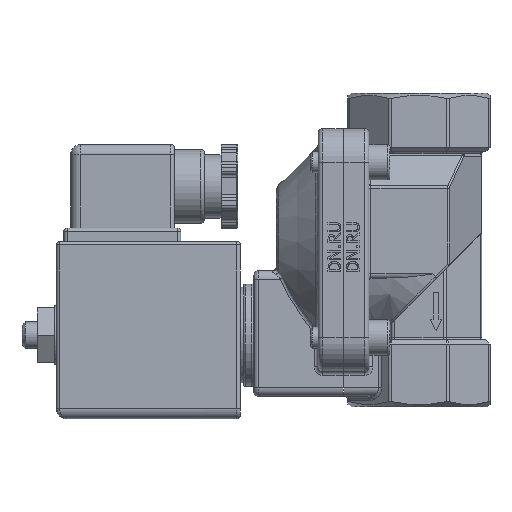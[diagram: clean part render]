
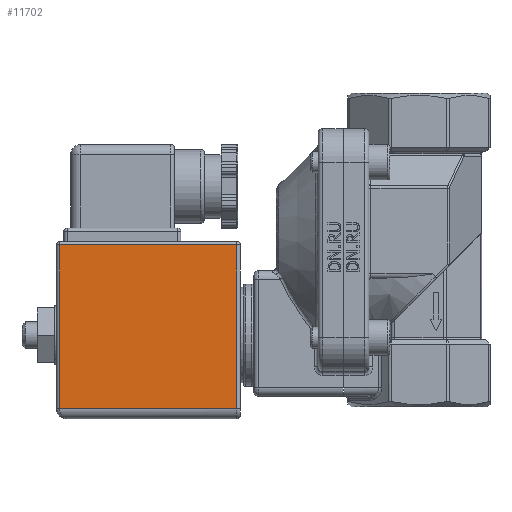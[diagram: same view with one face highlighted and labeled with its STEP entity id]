
A CAD part, left-side view. The second image highlights one B-rep face of the part: STEP entity #11702.
In plain terms, the highlighted planar face has unit normal (-1, 0, 0).
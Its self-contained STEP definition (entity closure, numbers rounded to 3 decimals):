
#720=PLANE('',#12955);
#1513=LINE('',#20692,#2394);
#1520=LINE('',#20762,#2401);
#1530=LINE('',#20792,#2411);
#1576=LINE('',#20966,#2457);
#2394=VECTOR('',#15668,8.);
#2401=VECTOR('',#15713,8.);
#2411=VECTOR('',#15751,8.);
#2457=VECTOR('',#15957,8.);
#3345=FACE_OUTER_BOUND('',#4055,.T.);
#4055=EDGE_LOOP('',(#10211,#10212,#10213,#10214));
#5486=VERTEX_POINT('',#20652);
#5487=VERTEX_POINT('',#20685);
#5490=VERTEX_POINT('',#20695);
#5502=VERTEX_POINT('',#20758);
#7002=EDGE_CURVE('',#5487,#5486,#1513,.T.);
#7022=EDGE_CURVE('',#5490,#5502,#1520,.T.);
#7039=EDGE_CURVE('',#5486,#5490,#1530,.T.);
#7126=EDGE_CURVE('',#5502,#5487,#1576,.T.);
#10211=ORIENTED_EDGE('',*,*,#7002,.F.);
#10212=ORIENTED_EDGE('',*,*,#7126,.F.);
#10213=ORIENTED_EDGE('',*,*,#7022,.F.);
#10214=ORIENTED_EDGE('',*,*,#7039,.F.);
#11702=ADVANCED_FACE('',(#3345),#720,.T.);
#12955=AXIS2_PLACEMENT_3D('',#20978,#15967,#15968);
#15668=DIRECTION('',(0.,0.,1.));
#15713=DIRECTION('',(0.,0.,-1.));
#15751=DIRECTION('',(0.,-1.,0.));
#15957=DIRECTION('',(0.,1.,0.));
#15967=DIRECTION('center_axis',(-1.,0.,0.));
#15968=DIRECTION('ref_axis',(0.,0.,1.));
#20652=CARTESIAN_POINT('',(-14.,95.08,21.6));
#20685=CARTESIAN_POINT('',(-14.,95.08,-17.6));
#20692=CARTESIAN_POINT('',(-14.,95.08,-10.));
#20695=CARTESIAN_POINT('',(-14.,52.68,21.6));
#20758=CARTESIAN_POINT('',(-14.,52.68,-17.6));
#20762=CARTESIAN_POINT('',(-14.,52.68,-10.));
#20792=CARTESIAN_POINT('',(-14.,62.88,21.6));
#20966=CARTESIAN_POINT('',(-14.,51.88,-17.6));
#20978=CARTESIAN_POINT('Origin',(-14.,51.88,-20.));
